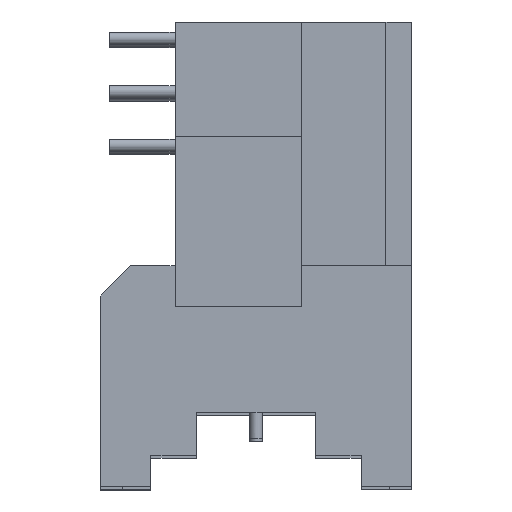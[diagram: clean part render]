
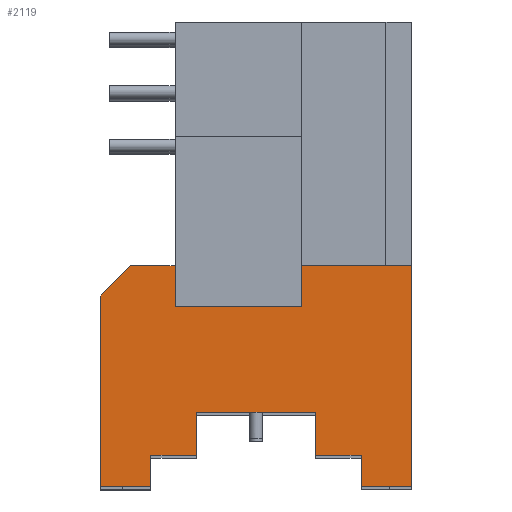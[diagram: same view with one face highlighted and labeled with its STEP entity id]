
A CAD part, top view. The second image highlights one B-rep face of the part: STEP entity #2119.
In plain terms, the highlighted free-form (B-spline) face has degree [1, 1] with [2, 2] control points.
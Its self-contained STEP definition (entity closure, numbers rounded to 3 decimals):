
#1213=CARTESIAN_POINT('V68',(-12.4,-22.1,
   87.5));
#1214=VERTEX_POINT('V68',#1213);
#1220=CARTESIAN_POINT('V93',(-14.8,-22.1,
   87.5));
#1221=VERTEX_POINT('V93',#1220);
#1222=CARTESIAN_POINT('E136',(-12.4,
   -22.1,87.5));
#1223=CARTESIAN_POINT('E136',(-14.8,
   -22.1,87.5));
#1224=QUASI_UNIFORM_CURVE('E136',1,(#1222,#1223),.POLYLINE_FORM.,.F.,
   .U.);
#1225=EDGE_CURVE('E136',#1214,#1221,#1224,.T.);
#1247=CARTESIAN_POINT('V67',(-12.4,-20.6,
   87.5));
#1248=VERTEX_POINT('V67',#1247);
#1254=CARTESIAN_POINT('E82',(-12.4,-20.6,
   87.5));
#1255=CARTESIAN_POINT('E82',(-12.4,-22.1,
   87.5));
#1256=QUASI_UNIFORM_CURVE('E82',1,(#1254,#1255),.POLYLINE_FORM.,.F.,
   .U.);
#1257=EDGE_CURVE('E82',#1248,#1214,#1256,.T.);
#1275=CARTESIAN_POINT('V70',(-10.225,-20.6,
   87.5));
#1276=VERTEX_POINT('V70',#1275);
#1282=CARTESIAN_POINT('E87',(-10.225,-20.6,
   87.5));
#1283=CARTESIAN_POINT('E87',(-12.4,-20.6,
   87.5));
#1284=QUASI_UNIFORM_CURVE('E87',1,(#1282,#1283),.POLYLINE_FORM.,.F.,
   .U.);
#1285=EDGE_CURVE('E87',#1276,#1248,#1284,.T.);
#1303=CARTESIAN_POINT('V72',(-10.225,-18.55,
   87.5));
#1304=VERTEX_POINT('V72',#1303);
#1310=CARTESIAN_POINT('E91',(-10.225,-18.55,
   87.5));
#1311=CARTESIAN_POINT('E91',(-10.225,-20.6,
   87.5));
#1312=QUASI_UNIFORM_CURVE('E91',1,(#1310,#1311),.POLYLINE_FORM.,.F.,
   .U.);
#1313=EDGE_CURVE('E91',#1304,#1276,#1312,.T.);
#1331=CARTESIAN_POINT('V74',(-4.575,-18.55,
   87.5));
#1332=VERTEX_POINT('V74',#1331);
#1338=CARTESIAN_POINT('E95',(-4.575,-18.55,
   87.5));
#1339=CARTESIAN_POINT('E95',(-10.225,-18.55,
   87.5));
#1340=QUASI_UNIFORM_CURVE('E95',1,(#1338,#1339),.POLYLINE_FORM.,.F.,
   .U.);
#1341=EDGE_CURVE('E95',#1332,#1304,#1340,.T.);
#1359=CARTESIAN_POINT('V76',(-4.575,-20.6,
   87.5));
#1360=VERTEX_POINT('V76',#1359);
#1366=CARTESIAN_POINT('E99',(-4.575,-20.6,
   87.5));
#1367=CARTESIAN_POINT('E99',(-4.575,-18.55,
   87.5));
#1368=QUASI_UNIFORM_CURVE('E99',1,(#1366,#1367),.POLYLINE_FORM.,.F.,
   .U.);
#1369=EDGE_CURVE('E99',#1360,#1332,#1368,.T.);
#1387=CARTESIAN_POINT('V78',(-2.4,-20.6,
   87.5));
#1388=VERTEX_POINT('V78',#1387);
#1394=CARTESIAN_POINT('E103',(-2.4,-20.6,
   87.5));
#1395=CARTESIAN_POINT('E103',(-4.575,-20.6,
   87.5));
#1396=QUASI_UNIFORM_CURVE('E103',1,(#1394,#1395),.POLYLINE_FORM.,.F.,
   .U.);
#1397=EDGE_CURVE('E103',#1388,#1360,#1396,.T.);
#1449=CARTESIAN_POINT('V80',(-2.4,-22.1,
   87.5));
#1450=VERTEX_POINT('V80',#1449);
#1456=CARTESIAN_POINT('E107',(-2.4,-22.1,
   87.5));
#1457=CARTESIAN_POINT('E107',(-2.4,-20.6,
   87.5));
#1458=QUASI_UNIFORM_CURVE('E107',1,(#1456,#1457),.POLYLINE_FORM.,.F.,
   .U.);
#1459=EDGE_CURVE('E107',#1450,#1388,#1458,.T.);
#1479=CARTESIAN_POINT('V23',(0.,-22.1,
   87.5));
#1480=VERTEX_POINT('V23',#1479);
#1486=CARTESIAN_POINT('E134',(0.,-22.1,
   87.5));
#1487=CARTESIAN_POINT('E134',(-2.4,-22.1,
   87.5));
#1488=QUASI_UNIFORM_CURVE('E134',1,(#1486,#1487),.POLYLINE_FORM.,.F.,
   .U.);
#1489=EDGE_CURVE('E134',#1480,#1450,#1488,.T.);
#2008=CARTESIAN_POINT('V43',(-14.8,-13.03,
   87.5));
#2009=VERTEX_POINT('V43',#2008);
#2010=CARTESIAN_POINT('E130',(-14.8,
   -22.1,87.5));
#2011=CARTESIAN_POINT('E130',(-14.8,
   -13.03,87.5));
#2012=QUASI_UNIFORM_CURVE('E130',1,(#2010,#2011),.POLYLINE_FORM.,.F.,
   .U.);
#2013=EDGE_CURVE('E130',#1221,#2009,#2012,.T.);
#2046=CARTESIAN_POINT('V44',(-13.35,-11.58,
   87.5));
#2047=VERTEX_POINT('V44',#2046);
#2048=CARTESIAN_POINT('E54',(-14.8,-13.03,
   87.5));
#2049=CARTESIAN_POINT('E54',(-13.35,-11.58,
   87.5));
#2050=QUASI_UNIFORM_CURVE('E54',1,(#2048,#2049),.POLYLINE_FORM.,.F.,
   .U.);
#2051=EDGE_CURVE('E54',#2009,#2047,#2050,.T.);
#2061=CARTESIAN_POINT('F67',(-15.54,-23.205,
   87.5));
#2062=CARTESIAN_POINT('F67',(0.74,-23.205,
   87.5));
#2063=CARTESIAN_POINT('F67',(-15.54,1.105,
   87.5));
#2064=CARTESIAN_POINT('F67',(0.74,1.105,
   87.5));
#2065=QUASI_UNIFORM_SURFACE('F67',1,1,((#2061,#2063),(#2062,#2064))
,.PLANE_SURF.,.F.,.F.,.U.);
#2066=CARTESIAN_POINT('V119',(-5.25,-11.58,
   87.5));
#2067=VERTEX_POINT('V119',#2066);
#2068=CARTESIAN_POINT('V115',(-5.25,-13.55,
   87.5));
#2069=VERTEX_POINT('V115',#2068);
#2070=CARTESIAN_POINT('E176',(-5.25,-11.58,
   87.5));
#2071=CARTESIAN_POINT('E176',(-5.25,-13.55,
   87.5));
#2072=QUASI_UNIFORM_CURVE('E176',1,(#2070,#2071),.POLYLINE_FORM.,.F.,
   .U.);
#2073=EDGE_CURVE('E176',#2067,#2069,#2072,.T.);
#2074=ORIENTED_EDGE('E176',*,*,#2073,.T.);
#2075=CARTESIAN_POINT('V116',(-11.25,
   -13.55,87.5));
#2076=VERTEX_POINT('V116',#2075);
#2077=CARTESIAN_POINT('E168',(-5.25,-13.55,
   87.5));
#2078=CARTESIAN_POINT('E168',(-11.25,
   -13.55,87.5));
#2079=B_SPLINE_CURVE_WITH_KNOTS('E168',1,(#2077,#2078),
   .POLYLINE_FORM.,.F.,.U.,(2,2),(0.0,3.046),
   .UNSPECIFIED.);
#2080=EDGE_CURVE('E168',#2069,#2076,#2079,.T.);
#2081=ORIENTED_EDGE('E168',*,*,#2080,.T.);
#2082=CARTESIAN_POINT('V120',(-11.25,
   -11.58,87.5));
#2083=VERTEX_POINT('V120',#2082);
#2084=CARTESIAN_POINT('E180',(-11.25,
   -11.58,87.5));
#2085=CARTESIAN_POINT('E180',(-11.25,
   -13.55,87.5));
#2086=QUASI_UNIFORM_CURVE('E180',1,(#2084,#2085),.POLYLINE_FORM.,.F.,
   .U.);
#2087=EDGE_CURVE('E180',#2083,#2076,#2086,.T.);
#2088=ORIENTED_EDGE('E180',*,*,#2087,.F.);
#2089=CARTESIAN_POINT('E178',(-13.35,
   -11.58,87.5));
#2090=CARTESIAN_POINT('E178',(-11.25,
   -11.58,87.5));
#2091=B_SPLINE_CURVE_WITH_KNOTS('E178',1,(#2089,#2090),
   .POLYLINE_FORM.,.F.,.U.,(2,2),(0.0,0.157),
   .UNSPECIFIED.);
#2092=EDGE_CURVE('E178',#2047,#2083,#2091,.T.);
#2093=ORIENTED_EDGE('E178',*,*,#2092,.F.);
#2094=ORIENTED_EDGE('E54',*,*,#2051,.F.);
#2095=ORIENTED_EDGE('E130',*,*,#2013,.F.);
#2096=ORIENTED_EDGE('E136',*,*,#1225,.F.);
#2097=ORIENTED_EDGE('E82',*,*,#1257,.F.);
#2098=ORIENTED_EDGE('E87',*,*,#1285,.F.);
#2099=ORIENTED_EDGE('E91',*,*,#1313,.F.);
#2100=ORIENTED_EDGE('E95',*,*,#1341,.F.);
#2101=ORIENTED_EDGE('E99',*,*,#1369,.F.);
#2102=ORIENTED_EDGE('E103',*,*,#1397,.F.);
#2103=ORIENTED_EDGE('E107',*,*,#1459,.F.);
#2104=ORIENTED_EDGE('E134',*,*,#1489,.F.);
#2105=CARTESIAN_POINT('V22',(0.,-11.58,
   87.5));
#2106=VERTEX_POINT('V22',#2105);
#2107=CARTESIAN_POINT('E28',(0.,-11.58,
   87.5));
#2108=CARTESIAN_POINT('E28',(0.,-22.1,
   87.5));
#2109=B_SPLINE_CURVE_WITH_KNOTS('E28',1,(#2107,#2108),
   .POLYLINE_FORM.,.F.,.U.,(2,2),(0.524,1.0),
   .UNSPECIFIED.);
#2110=EDGE_CURVE('E28',#2106,#1480,#2109,.T.);
#2111=ORIENTED_EDGE('E28',*,*,#2110,.F.);
#2112=CARTESIAN_POINT('E179',(-5.25,-11.58,
   87.5));
#2113=CARTESIAN_POINT('E179',(0.0,-11.58,
   87.5));
#2114=B_SPLINE_CURVE_WITH_KNOTS('E179',1,(#2112,#2113),
   .POLYLINE_FORM.,.F.,.U.,(2,2),(0.607,1.0),
   .UNSPECIFIED.);
#2115=EDGE_CURVE('E179',#2067,#2106,#2114,.T.);
#2116=ORIENTED_EDGE('E179',*,*,#2115,.F.);
#2117=EDGE_LOOP('F67',(#2074,#2081,#2088,#2093,#2094,#2095,#2096,
   #2097,#2098,#2099,#2100,#2101,#2102,#2103,#2104,#2111,#2116));
#2118=FACE_OUTER_BOUND('F67',#2117,.T.);
#2119=ADVANCED_FACE('F67',(#2118),#2065,.T.);
